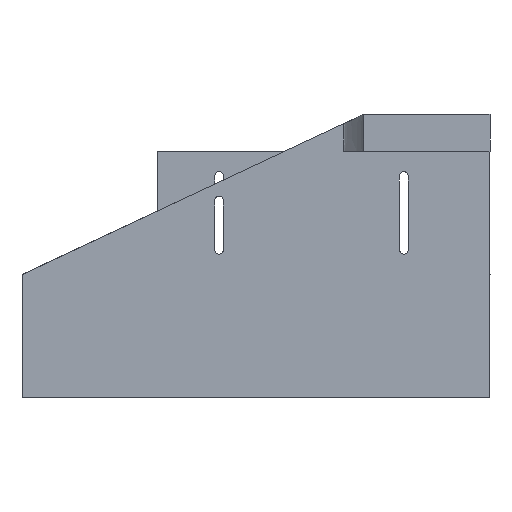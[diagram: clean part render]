
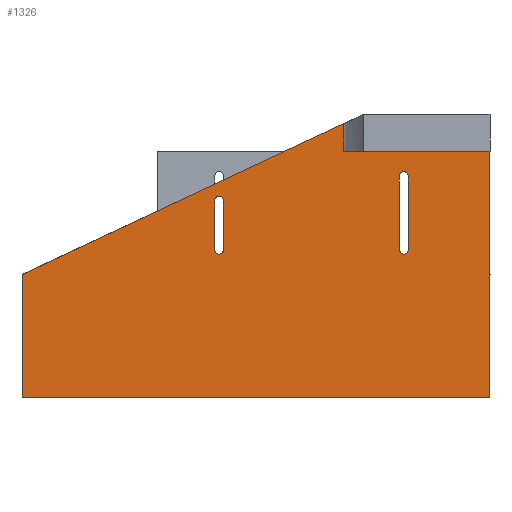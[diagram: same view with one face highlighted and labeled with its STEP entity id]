
A CAD part, left-side view. The second image highlights one B-rep face of the part: STEP entity #1326.
In plain terms, the highlighted planar face has unit normal (-1, 0, 0).
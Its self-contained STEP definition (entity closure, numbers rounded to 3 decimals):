
#22=FACE_BOUND('',#194,.T.);
#23=FACE_BOUND('',#195,.T.);
#39=B_SPLINE_CURVE_WITH_KNOTS('',3,(#2110,#2111,#2112,#2113),
 .UNSPECIFIED.,.F.,.F.,(4,4),(-2.5,-1.375),
 .UNSPECIFIED.);
#69=PLANE('',#1423);
#125=FACE_OUTER_BOUND('',#193,.T.);
#193=EDGE_LOOP('',(#1013,#1014,#1015,#1016,#1017,#1018));
#194=EDGE_LOOP('',(#1019,#1020,#1021,#1022));
#195=EDGE_LOOP('',(#1023,#1024,#1025,#1026));
#254=LINE('',#1835,#397);
#260=LINE('',#1850,#403);
#273=LINE('',#1889,#416);
#279=LINE('',#1910,#422);
#303=LINE('',#2140,#446);
#307=LINE('',#2148,#450);
#308=LINE('',#2150,#451);
#309=LINE('',#2152,#452);
#310=LINE('',#2153,#453);
#397=VECTOR('',#1502,10.);
#403=VECTOR('',#1518,10.);
#416=VECTOR('',#1555,10.);
#422=VECTOR('',#1577,10.);
#446=VECTOR('',#1611,10.);
#450=VECTOR('',#1619,10.);
#451=VECTOR('',#1620,10.);
#452=VECTOR('',#1621,10.);
#453=VECTOR('',#1622,10.);
#535=CIRCLE('',#1388,1.772);
#539=CIRCLE('',#1398,1.75);
#543=CIRCLE('',#1404,1.75);
#545=CIRCLE('',#1410,1.75);
#569=VERTEX_POINT('',#1819);
#570=VERTEX_POINT('',#1820);
#575=VERTEX_POINT('',#1834);
#579=VERTEX_POINT('',#1849);
#585=VERTEX_POINT('',#1867);
#586=VERTEX_POINT('',#1868);
#593=VERTEX_POINT('',#1888);
#595=VERTEX_POINT('',#1894);
#624=VERTEX_POINT('',#2090);
#625=VERTEX_POINT('',#2109);
#627=VERTEX_POINT('',#2139);
#629=VERTEX_POINT('',#2147);
#630=VERTEX_POINT('',#2149);
#631=VERTEX_POINT('',#2151);
#699=EDGE_CURVE('',#569,#570,#535,.T.);
#706=EDGE_CURVE('',#575,#569,#254,.T.);
#714=EDGE_CURVE('',#570,#579,#260,.T.);
#717=EDGE_CURVE('',#579,#575,#539,.T.);
#723=EDGE_CURVE('',#585,#586,#543,.T.);
#733=EDGE_CURVE('',#586,#593,#273,.T.);
#736=EDGE_CURVE('',#593,#595,#545,.T.);
#745=EDGE_CURVE('',#595,#585,#279,.T.);
#775=EDGE_CURVE('',#624,#625,#39,.T.);
#778=EDGE_CURVE('',#627,#625,#303,.T.);
#782=EDGE_CURVE('',#624,#629,#307,.T.);
#783=EDGE_CURVE('',#629,#630,#308,.T.);
#784=EDGE_CURVE('',#630,#631,#309,.T.);
#785=EDGE_CURVE('',#631,#627,#310,.T.);
#1013=ORIENTED_EDGE('',*,*,#775,.F.);
#1014=ORIENTED_EDGE('',*,*,#782,.T.);
#1015=ORIENTED_EDGE('',*,*,#783,.T.);
#1016=ORIENTED_EDGE('',*,*,#784,.T.);
#1017=ORIENTED_EDGE('',*,*,#785,.T.);
#1018=ORIENTED_EDGE('',*,*,#778,.T.);
#1019=ORIENTED_EDGE('',*,*,#714,.T.);
#1020=ORIENTED_EDGE('',*,*,#717,.T.);
#1021=ORIENTED_EDGE('',*,*,#706,.T.);
#1022=ORIENTED_EDGE('',*,*,#699,.T.);
#1023=ORIENTED_EDGE('',*,*,#736,.T.);
#1024=ORIENTED_EDGE('',*,*,#745,.T.);
#1025=ORIENTED_EDGE('',*,*,#723,.T.);
#1026=ORIENTED_EDGE('',*,*,#733,.T.);
#1326=ADVANCED_FACE('',(#125,#22,#23),#69,.T.);
#1388=AXIS2_PLACEMENT_3D('',#1821,#1489,#1490);
#1398=AXIS2_PLACEMENT_3D('',#1855,#1523,#1524);
#1404=AXIS2_PLACEMENT_3D('',#1869,#1537,#1538);
#1410=AXIS2_PLACEMENT_3D('',#1895,#1560,#1561);
#1423=AXIS2_PLACEMENT_3D('',#2146,#1617,#1618);
#1489=DIRECTION('center_axis',(1.,0.,0.));
#1490=DIRECTION('ref_axis',(0.,1.,0.));
#1502=DIRECTION('',(0.,0.,1.));
#1518=DIRECTION('',(0.,0.,-1.));
#1523=DIRECTION('center_axis',(1.,0.,0.));
#1524=DIRECTION('ref_axis',(0.,1.,0.));
#1537=DIRECTION('center_axis',(1.,0.,0.));
#1538=DIRECTION('ref_axis',(0.,1.,0.));
#1555=DIRECTION('',(0.,0.,1.));
#1560=DIRECTION('center_axis',(1.,0.,0.));
#1561=DIRECTION('ref_axis',(0.,1.,0.));
#1577=DIRECTION('',(0.,0.,-1.));
#1611=DIRECTION('',(0.,1.,0.));
#1617=DIRECTION('center_axis',(-1.,0.,0.));
#1618=DIRECTION('ref_axis',(0.,0.,1.));
#1619=DIRECTION('',(0.,0.905,-0.424));
#1620=DIRECTION('',(0.,0.,-1.));
#1621=DIRECTION('',(0.,-1.,0.));
#1622=DIRECTION('',(0.,0.,1.));
#1819=CARTESIAN_POINT('',(-10.,101.75,80.28));
#1820=CARTESIAN_POINT('',(-10.,98.25,80.28));
#1821=CARTESIAN_POINT('Origin',(-10.,100.,80.));
#1834=CARTESIAN_POINT('',(-10.,101.75,60.));
#1835=CARTESIAN_POINT('',(-10.,101.75,68.89));
#1849=CARTESIAN_POINT('',(-10.,98.25,60.));
#1850=CARTESIAN_POINT('',(-10.,98.25,58.75));
#1855=CARTESIAN_POINT('Origin',(-10.,100.,60.));
#1867=CARTESIAN_POINT('',(-10.,23.25,60.));
#1868=CARTESIAN_POINT('',(-10.,26.75,60.));
#1869=CARTESIAN_POINT('Origin',(-10.,25.,60.));
#1888=CARTESIAN_POINT('',(-10.,26.75,90.));
#1889=CARTESIAN_POINT('',(-10.,26.75,73.75));
#1894=CARTESIAN_POINT('',(-10.,23.25,90.));
#1895=CARTESIAN_POINT('Origin',(-10.,25.,90.));
#1910=CARTESIAN_POINT('',(-10.,23.25,58.75));
#2090=CARTESIAN_POINT('',(-10.,49.333,111.25));
#2109=CARTESIAN_POINT('',(-10.,49.333,100.));
#2110=CARTESIAN_POINT('Ctrl Pts',(-10.,49.333,111.25));
#2111=CARTESIAN_POINT('Ctrl Pts',(-10.,49.333,107.5));
#2112=CARTESIAN_POINT('Ctrl Pts',(-10.,49.333,103.75));
#2113=CARTESIAN_POINT('Ctrl Pts',(-10.,49.333,100.));
#2139=CARTESIAN_POINT('',(-10.,-10.,100.));
#2140=CARTESIAN_POINT('',(-10.,63.167,100.));
#2146=CARTESIAN_POINT('Origin',(-10.,85.,57.5));
#2147=CARTESIAN_POINT('',(-10.,180.,50.));
#2148=CARTESIAN_POINT('',(-10.,180.,50.));
#2149=CARTESIAN_POINT('',(-10.,180.,0.));
#2150=CARTESIAN_POINT('',(-10.,180.,0.));
#2151=CARTESIAN_POINT('',(-10.,-10.,0.));
#2152=CARTESIAN_POINT('',(-10.,-10.,0.));
#2153=CARTESIAN_POINT('',(-10.,-10.,115.));
